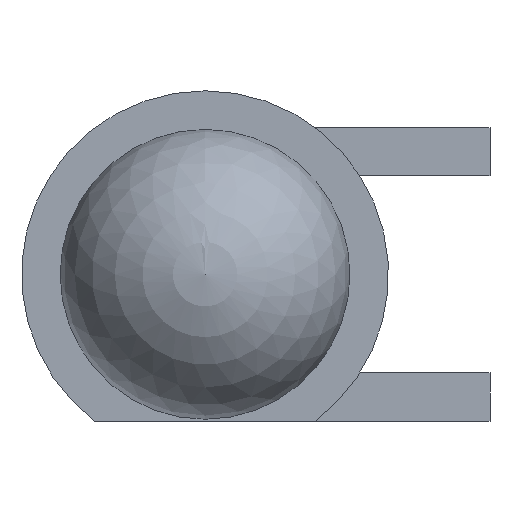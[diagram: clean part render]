
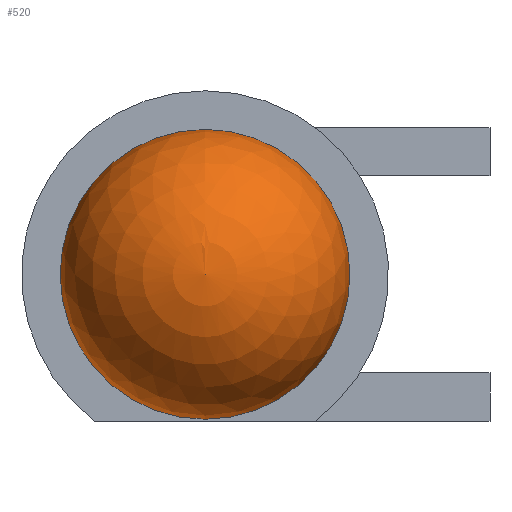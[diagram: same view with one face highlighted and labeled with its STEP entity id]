
A CAD part, left-side view. The second image highlights one B-rep face of the part: STEP entity #520.
In plain terms, the highlighted spherical face has radius 1.5 mm.
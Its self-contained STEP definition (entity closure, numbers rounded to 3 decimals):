
#470=CARTESIAN_POINT('',(-3.3,0.3,1.32));
#471=VERTEX_POINT('',#470);
#478=CARTESIAN_POINT('',(-3.3,-1.2,-0.18));
#479=VERTEX_POINT('',#478);
#480=CARTESIAN_POINT('',(-3.3,0.3,-0.18));
#481=DIRECTION('',(1.,0.,0.));
#482=DIRECTION('',(0.,-1.,0.));
#483=AXIS2_PLACEMENT_3D('',#480,#481,#482);
#484=CIRCLE('',#483,1.5);
#485=EDGE_CURVE('',#471,#479,#484,.T.);
#487=CARTESIAN_POINT('',(-3.3,0.3,-0.18));
#488=DIRECTION('',(1.,0.,0.));
#489=DIRECTION('',(0.,-1.,0.));
#490=AXIS2_PLACEMENT_3D('',#487,#488,#489);
#491=CIRCLE('',#490,1.5);
#492=EDGE_CURVE('',#479,#471,#491,.T.);
#501=CARTESIAN_POINT('',(-3.3,0.3,-0.18));
#502=DIRECTION('',(1.,0.,-0.));
#503=DIRECTION('',(0.,0.,1.));
#504=AXIS2_PLACEMENT_3D('',#501,#502,#503);
#505=SPHERICAL_SURFACE('',#504,1.5);
#506=CARTESIAN_POINT('',(-4.8,0.3,-0.18));
#507=VERTEX_POINT('',#506);
#508=CARTESIAN_POINT('',(-3.3,0.3,-0.18));
#509=DIRECTION('',(-0.,-1.,0.));
#510=DIRECTION('',(0.,0.,1.));
#511=AXIS2_PLACEMENT_3D('',#508,#509,#510);
#512=CIRCLE('',#511,1.5);
#513=EDGE_CURVE('',#471,#507,#512,.T.);
#514=ORIENTED_EDGE('',*,*,#513,.T.);
#515=ORIENTED_EDGE('',*,*,#513,.F.);
#516=ORIENTED_EDGE('',*,*,#492,.F.);
#517=ORIENTED_EDGE('',*,*,#485,.F.);
#518=EDGE_LOOP('',(#514,#515,#516,#517));
#519=FACE_BOUND('',#518,.T.);
#520=ADVANCED_FACE('',(#519),#505,.T.);
